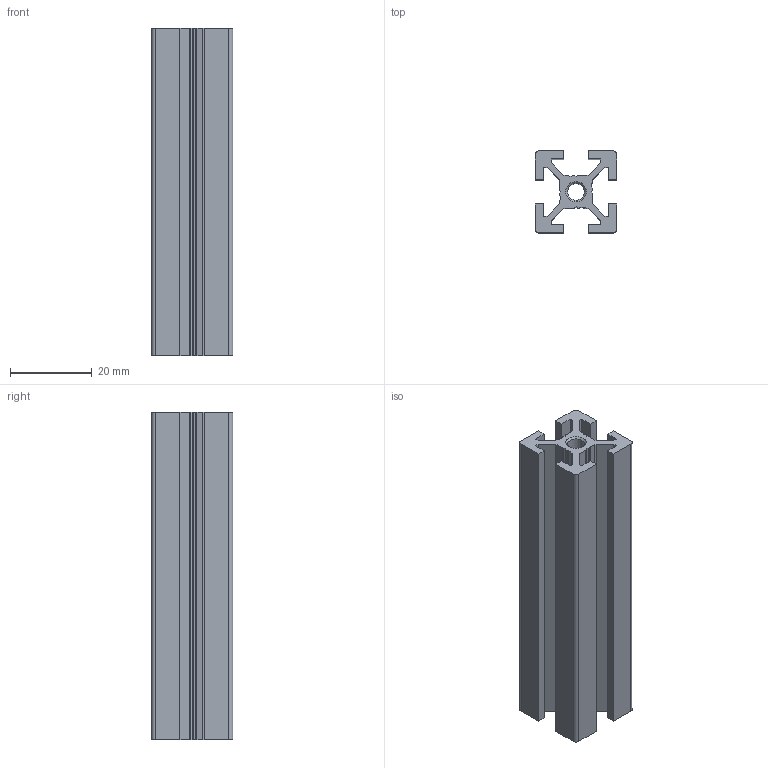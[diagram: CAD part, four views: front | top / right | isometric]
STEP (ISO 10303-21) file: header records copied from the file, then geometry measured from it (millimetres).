
FILE_DESCRIPTION(/* description */ ('STEP AP214'),/* implementation_level */ '2;1');
FILE_NAME(/* name */ 'NFS5-2020-80-TPW',/* time_stamp */ '2024-06-18T06:11:35+02:00',/* author */ ('License CC BY-ND 4.0'),/* organization */ ('CADENAS'),/* preprocessor_version */ 'ST-DEVELOPER v19.3',/* originating_system */ 'PARTsolutions',/* authorisation */ ' ');
FILE_SCHEMA (('AUTOMOTIVE_DESIGN {1 0 10303 214 3 1 1}'));
Length unit declared in the file: millimetre
Products named in the file (1): NFS5-2020-80-TPW
Bounding box: 20 x 20 x 80 mm (x, y, z)
Volume: 14511.4 mm3; surface area: 14277.3 mm2
Topology: 1 solids, 1 shells, 85 faces, 241 edges, 160 vertices
Faces by surface type: plane 68, cylinder 15, cone 2
Full cylindrical faces by diameter (mm): 4.134 x2, 4.2 x1
Entity records: 2740 total; most frequent: CARTESIAN_POINT 482, ORIENTED_EDGE 472, DIRECTION 440, EDGE_CURVE 236, LINE 204, VECTOR 204, VERTEX_POINT 160, AXIS2_PLACEMENT_3D 118
